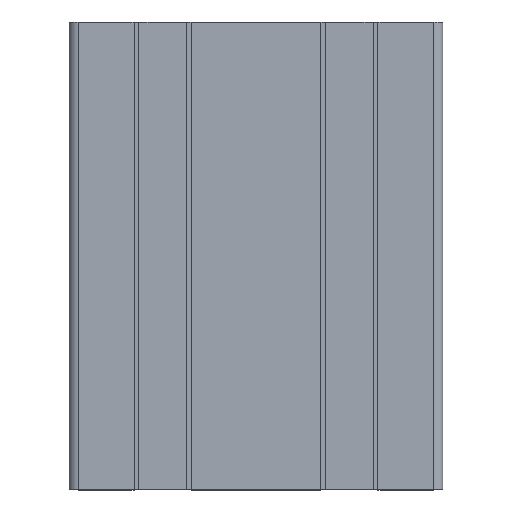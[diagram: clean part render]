
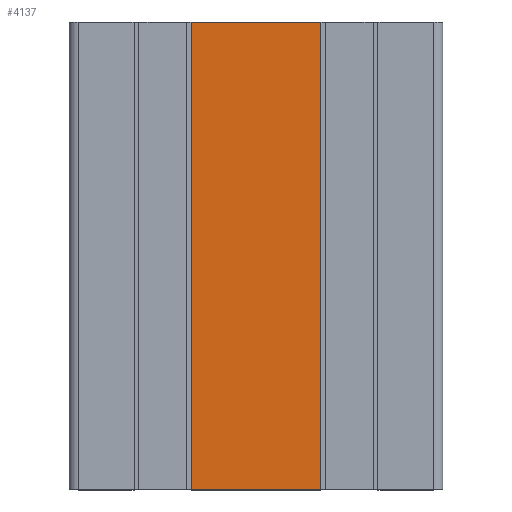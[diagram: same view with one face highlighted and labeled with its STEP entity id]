
A CAD part, top view. The second image highlights one B-rep face of the part: STEP entity #4137.
In plain terms, the highlighted planar face has unit normal (0, 0, 1).
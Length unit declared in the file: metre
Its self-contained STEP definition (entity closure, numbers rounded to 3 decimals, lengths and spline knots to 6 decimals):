
#333=FACE_OUTER_BOUND('',#543,.T.);
#543=EDGE_LOOP('',(#2971,#2972,#2973,#2974));
#860=LINE('',#6296,#1332);
#861=LINE('',#6299,#1333);
#862=LINE('',#6301,#1334);
#863=LINE('',#6302,#1335);
#1332=VECTOR('',#5079,0.1);
#1333=VECTOR('',#5082,0.0278);
#1334=VECTOR('',#5083,0.0278);
#1335=VECTOR('',#5084,0.1);
#1789=VERTEX_POINT('',#6292);
#1790=VERTEX_POINT('',#6294);
#1791=VERTEX_POINT('',#6298);
#1792=VERTEX_POINT('',#6300);
#2276=EDGE_CURVE('',#1790,#1789,#860,.T.);
#2277=EDGE_CURVE('',#1791,#1789,#861,.T.);
#2278=EDGE_CURVE('',#1792,#1790,#862,.T.);
#2279=EDGE_CURVE('',#1792,#1791,#863,.T.);
#2971=ORIENTED_EDGE('',*,*,#2277,.T.);
#2972=ORIENTED_EDGE('',*,*,#2276,.F.);
#2973=ORIENTED_EDGE('',*,*,#2278,.F.);
#2974=ORIENTED_EDGE('',*,*,#2279,.T.);
#3975=PLANE('',#4426);
#4137=ADVANCED_FACE('',(#333),#3975,.F.);
#4426=AXIS2_PLACEMENT_3D('',#6297,#5080,#5081);
#5079=DIRECTION('',(0.,1.,0.));
#5080=DIRECTION('center_axis',(0.,0.,-1.));
#5081=DIRECTION('ref_axis',(-1.,0.,0.));
#5082=DIRECTION('',(-1.,0.,0.));
#5083=DIRECTION('',(-1.,0.,0.));
#5084=DIRECTION('',(0.,1.,0.));
#6292=CARTESIAN_POINT('',(0.02767,0.125117,0.18));
#6294=CARTESIAN_POINT('',(0.02767,0.025117,0.18));
#6296=CARTESIAN_POINT('',(0.02767,0.025117,0.18));
#6297=CARTESIAN_POINT('Origin',(0.02767,-0.874883,0.18));
#6298=CARTESIAN_POINT('',(0.05547,0.125117,0.18));
#6299=CARTESIAN_POINT('',(0.05547,0.125117,0.18));
#6300=CARTESIAN_POINT('',(0.05547,0.025117,0.18));
#6301=CARTESIAN_POINT('',(0.05547,0.025117,0.18));
#6302=CARTESIAN_POINT('',(0.05547,0.025117,0.18));
